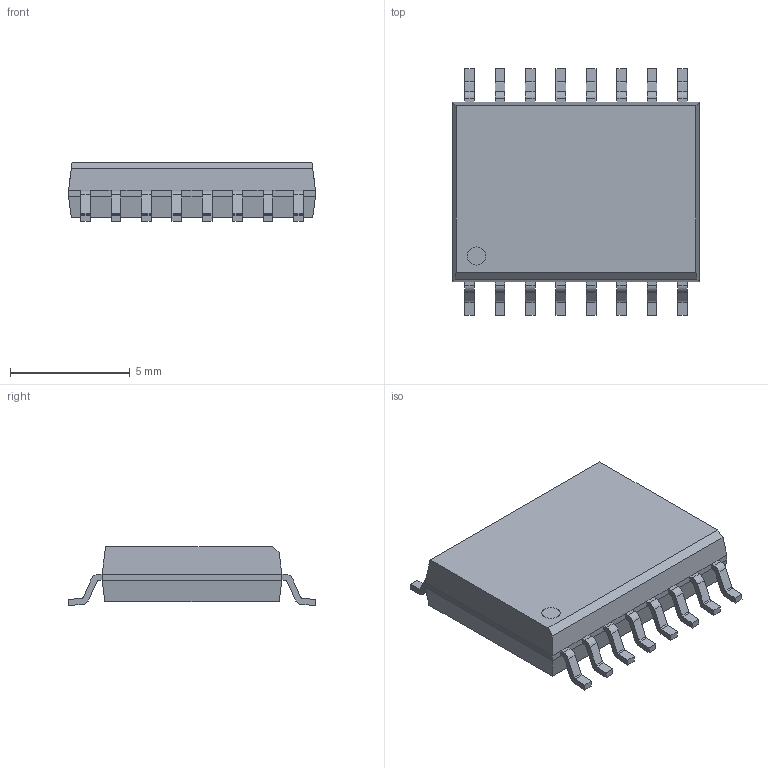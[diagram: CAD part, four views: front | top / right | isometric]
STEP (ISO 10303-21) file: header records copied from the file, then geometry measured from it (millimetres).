
FILE_DESCRIPTION (( 'STEP AP214' ), '1' );
FILE_NAME ('RxxCTE_3D_20210723.STEP', '2021-07-23T09:59:18', ( '' ), ( '' ), 'SwSTEP 2.0', 'SolidWorks 2019', '' );
FILE_SCHEMA (( 'AUTOMOTIVE_DESIGN' ));
Length unit declared in the file: millimetre
Products named in the file (1): RxxCTE_3D_20210723
Bounding box: 10.3 x 10.3 x 2.46 mm (x, y, z)
Volume: 177.1 mm3; surface area: 582.3 mm2
Topology: 35 solids, 35 shells, 310 faces, 845 edges, 606 vertices
Faces by surface type: plane 244, cylinder 66
Entity records: 10418 total; most frequent: CARTESIAN_POINT 2242, ORIENTED_EDGE 1690, DIRECTION 1439, EDGE_CURVE 845, VERTEX_POINT 606, VECTOR 553, LINE 553, AXIS2_PLACEMENT_3D 443
